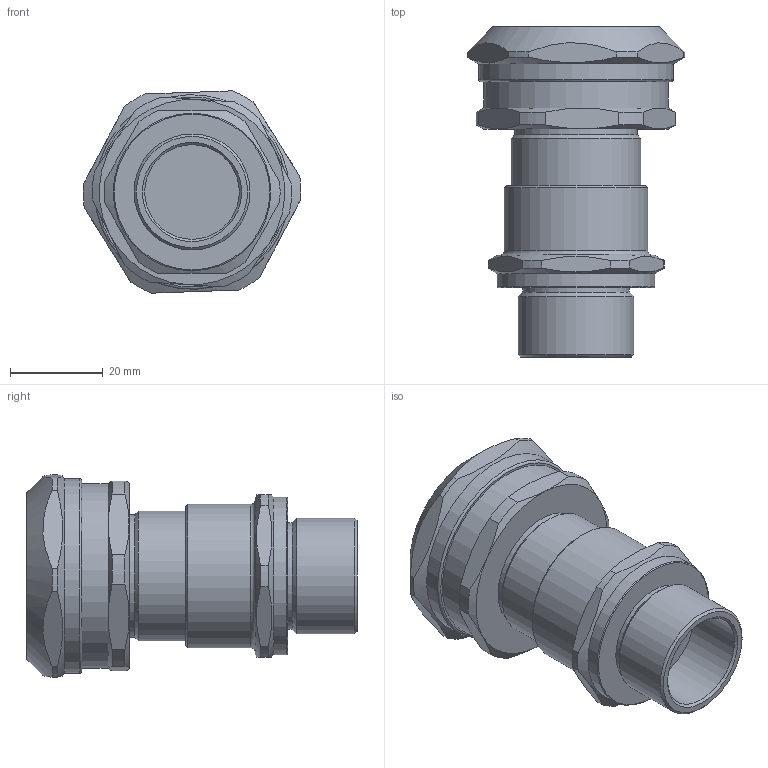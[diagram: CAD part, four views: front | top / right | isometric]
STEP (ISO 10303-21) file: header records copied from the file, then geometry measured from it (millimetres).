
FILE_DESCRIPTION(/* description */ ('','CAx-IF Rec.Pracs.---Representation and Presentation of Product Manufacturing Information (PMI)---4.0---2014-10-13'),/* implementation_level */ '2;1');
FILE_NAME(/* name */ 'ЗЭТАРУС ВКВ2МР-M25-20-МР25.stp',/* time_stamp */ '2022-11-15T08:48:48+07:00',/* author */ ('zeta-09'),/* organization */ (''),/* preprocessor_version */ 'ST-DEVELOPER v18.1',/* originating_system */ 'Autodesk Inventor 2021',/* authorisation */ '');
FILE_SCHEMA (('AP242_MANAGED_MODEL_BASED_3D_ENGINEERING_MIM_LF { 1 0 10303 442 1 1 4 }'));
Length unit declared in the file: millimetre
Products named in the file (1): Деталь12
Bounding box: 47 x 71.23 x 43.66 mm (x, y, z)
Volume: 57550.7 mm3; surface area: 13342.7 mm2
Topology: 1 solids, 3 shells, 88 faces, 204 edges, 129 vertices
Faces by surface type: plane 31, cylinder 29, cone 22, torus 4, bspline 2
Full cylindrical faces by diameter (mm): 20.4 x1, 23 x1, 25 x1, 26.5 x1, 28 x1, 31 x1, 33.5 x1, 34 x1, 40 x1, 42 x1
Entity records: 2778 total; most frequent: CARTESIAN_POINT 628, DIRECTION 445, ORIENTED_EDGE 406, EDGE_CURVE 204, AXIS2_PLACEMENT_3D 195, VERTEX_POINT 129, EDGE_LOOP 97, CIRCLE 95
